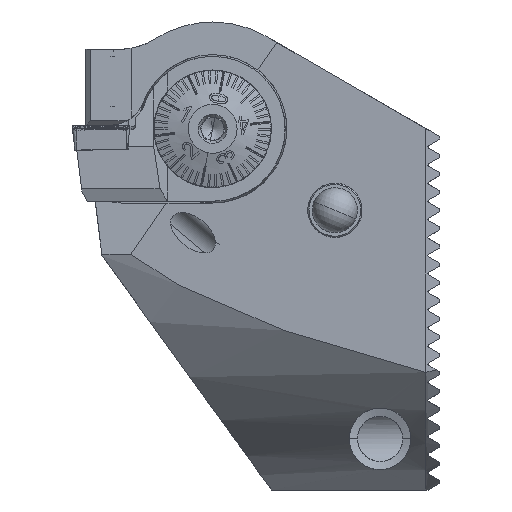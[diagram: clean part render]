
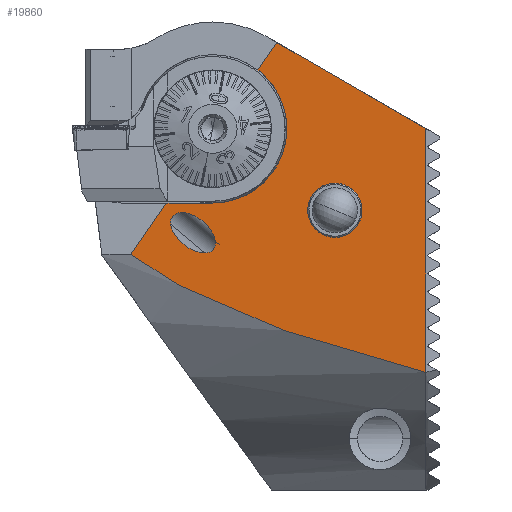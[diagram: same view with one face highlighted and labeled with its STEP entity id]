
A CAD part, left-side view. The second image highlights one B-rep face of the part: STEP entity #19860.
In plain terms, the highlighted planar face has unit normal (-0.978, -0.174, -0.12).
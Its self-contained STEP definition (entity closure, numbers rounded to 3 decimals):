
#687 = CARTESIAN_POINT ( 'NONE',  ( 3.1, -10.343, -8.2 ) ) ;
#917 = VERTEX_POINT ( 'NONE', #5794 ) ;
#938 = VERTEX_POINT ( 'NONE', #32038 ) ;
#996 = VERTEX_POINT ( 'NONE', #14141 ) ;
#1227 = VERTEX_POINT ( 'NONE', #21747 ) ;
#2043 = EDGE_CURVE ( 'NONE', #22718, #33212, #9892, .T. ) ;
#2489 = ORIENTED_EDGE ( 'NONE', *, *, #2043, .F. ) ;
#3464 = CARTESIAN_POINT ( 'NONE',  ( 3.1, -20.501, 6.498 ) ) ;
#3952 = VECTOR ( 'NONE', #16702, 1000. ) ;
#4381 = CARTESIAN_POINT ( 'NONE',  ( 6.881, -29., -12. ) ) ;
#5519 = CARTESIAN_POINT ( 'NONE',  ( 3.1, -15.845, -0.239 ) ) ;
#5708 = EDGE_CURVE ( 'NONE', #33212, #27394, #25952, .T. ) ;
#5794 = CARTESIAN_POINT ( 'NONE',  ( 3.479, -10.867, -10.525 ) ) ;
#6195 = CARTESIAN_POINT ( 'NONE',  ( 4.588, -15.792, -12.432 ) ) ;
#6427 = CARTESIAN_POINT ( 'NONE',  ( 7.947, -35., -12. ) ) ;
#6873 = CARTESIAN_POINT ( 'NONE',  ( 4.767, -12.521, -18.623 ) ) ;
#7260 = CARTESIAN_POINT ( 'NONE',  ( 4.588, -15.792, -12.432 ) ) ;
#7328 = CARTESIAN_POINT ( 'NONE',  ( 4.016, -15.37, -8.389 ) ) ;
#7437 = CARTESIAN_POINT ( 'NONE',  ( 3.479, -10.867, -10.525 ) ) ;
#7523 = CARTESIAN_POINT ( 'NONE',  ( 4.588, -15.792, -12.432 ) ) ;
#7874 = ORIENTED_EDGE ( 'NONE', *, *, #18599, .F. ) ;
#8489 = CARTESIAN_POINT ( 'NONE',  ( 2.907, -10.444, -6.482 ) ) ;
#8675 = VERTEX_POINT ( 'NONE', #7523 ) ;
#8710 = EDGE_LOOP ( 'NONE', ( #30698, #32072 ) ) ;
#9279 = CARTESIAN_POINT ( 'NONE',  ( 6.144, -29., -6. ) ) ;
#9892 = LINE ( 'NONE', #23741, #22842 ) ;
#9947 = CARTESIAN_POINT ( 'NONE',  ( 6.144, -29., -6. ) ) ;
#10129 = CARTESIAN_POINT ( 'NONE',  ( 10.495, -39.045, -26.9 ) ) ;
#10368 = FACE_BOUND ( 'NONE', #19785, .T. ) ;
#10731 = EDGE_CURVE ( 'NONE', #1227, #30248, #28053, .T. ) ;
#11023 = VERTEX_POINT ( 'NONE', #9947 ) ;
#11254 =( BOUNDED_CURVE ( )  B_SPLINE_CURVE ( 3, ( #6195, #21715, #11458, #29520 ),
 .UNSPECIFIED., .F., .F. ) 
 B_SPLINE_CURVE_WITH_KNOTS ( ( 4, 4 ),
 ( 2.622, 5.764 ),
 .UNSPECIFIED. ) 
 CURVE ( )  GEOMETRIC_REPRESENTATION_ITEM ( )  RATIONAL_B_SPLINE_CURVE ( ( 1., 0.333, 0.333, 1. ) ) 
 REPRESENTATION_ITEM ( '' )  );
#11383 = VECTOR ( 'NONE', #26647, 1000. ) ;
#11458 = CARTESIAN_POINT ( 'NONE',  ( 4.05, -11.29, -14.568 ) ) ;
#11843 = CARTESIAN_POINT ( 'NONE',  ( 3.1, -22.596, 9.529 ) ) ;
#13996 = ORIENTED_EDGE ( 'NONE', *, *, #32402, .F. ) ;
#14096 = CARTESIAN_POINT ( 'NONE',  ( 2.539, -7.187, -8.2 ) ) ;
#14141 = CARTESIAN_POINT ( 'NONE',  ( 4.016, -15.5, -8.2 ) ) ;
#15548 = EDGE_CURVE ( 'NONE', #917, #8675, #20031, .T. ) ;
#15649 = LINE ( 'NONE', #5519, #28184 ) ;
#15665 = FACE_OUTER_BOUND ( 'NONE', #26882, .T. ) ;
#15809 = ORIENTED_EDGE ( 'NONE', *, *, #28243, .F. ) ;
#15817 = DIRECTION ( 'NONE',  ( 0., -0.569, 0.823 ) ) ;
#15923 = CARTESIAN_POINT ( 'NONE',  ( 3.1, -15.845, -0.239 ) ) ;
#16702 = DIRECTION ( 'NONE',  ( -0.175, 0.985, 0. ) ) ;
#17059 = ORIENTED_EDGE ( 'NONE', *, *, #26666, .T. ) ;
#17362 = CARTESIAN_POINT ( 'NONE',  ( 10.495, -39.045, -26.9 ) ) ;
#18599 = EDGE_CURVE ( 'NONE', #11023, #23270, #28941, .T. ) ;
#19611 = EDGE_CURVE ( 'NONE', #938, #996, #24246, .T. ) ;
#19785 = EDGE_LOOP ( 'NONE', ( #7874, #15809 ) ) ;
#19860 = ADVANCED_FACE ( 'NONE', ( #22533, #10368, #15665 ), #22937, .F. ) ;
#20031 =( BOUNDED_CURVE ( )  B_SPLINE_CURVE ( 3, ( #7437, #8489, #7328, #7260 ),
 .UNSPECIFIED., .F., .T. ) 
 B_SPLINE_CURVE_WITH_KNOTS ( ( 4, 4 ),
 ( 5.764, 8.905 ),
 .UNSPECIFIED. ) 
 CURVE ( )  GEOMETRIC_REPRESENTATION_ITEM ( )  RATIONAL_B_SPLINE_CURVE ( ( 1., 0.333, 0.333, 1. ) ) 
 REPRESENTATION_ITEM ( '' )  );
#21163 = VECTOR ( 'NONE', #15817, 1000. ) ;
#21424 = ORIENTED_EDGE ( 'NONE', *, *, #19611, .T. ) ;
#21433 = DIRECTION ( 'NONE',  ( 0.21, -0.847, -0.489 ) ) ;
#21715 = CARTESIAN_POINT ( 'NONE',  ( 5.159, -16.215, -16.474 ) ) ;
#21747 = CARTESIAN_POINT ( 'NONE',  ( 3.1, -6.436, -13.852 ) ) ;
#22533 = FACE_BOUND ( 'NONE', #8710, .T. ) ;
#22568 = DIRECTION ( 'NONE',  ( -0.175, 0.985, 0. ) ) ;
#22600 = DIRECTION ( 'NONE',  ( 0.977, 0.174, 0.12 ) ) ;
#22641 = CARTESIAN_POINT ( 'NONE',  ( 5.704, -39.045, 12.12 ) ) ;
#22718 = VERTEX_POINT ( 'NONE', #11843 ) ;
#22842 = VECTOR ( 'NONE', #21433, 1000. ) ;
#22937 = PLANE ( 'NONE',  #28493 ) ;
#23270 = VERTEX_POINT ( 'NONE', #4381 ) ;
#23660 = DIRECTION ( 'NONE',  ( 0., -0.569, 0.823 ) ) ;
#23741 = CARTESIAN_POINT ( 'NONE',  ( 8.528, -44.435, -3.08 ) ) ;
#24246 =( BOUNDED_CURVE ( )  B_SPLINE_CURVE ( 3, ( #3464, #33462, #32699, #32658 ),
 .UNSPECIFIED., .F., .T. ) 
 B_SPLINE_CURVE_WITH_KNOTS ( ( 4, 4 ),
 ( 1.622, 4.108 ),
 .UNSPECIFIED. ) 
 CURVE ( )  GEOMETRIC_REPRESENTATION_ITEM ( )  RATIONAL_B_SPLINE_CURVE ( ( 1., 0.548, 0.548, 1. ) ) 
 REPRESENTATION_ITEM ( '' )  );
#24701 = LINE ( 'NONE', #14096, #3952 ) ;
#24779 = CARTESIAN_POINT ( 'NONE',  ( 7.21, -35., -6. ) ) ;
#24990 = CARTESIAN_POINT ( 'NONE',  ( 3.1, -6.436, -13.852 ) ) ;
#25952 = LINE ( 'NONE', #27582, #11383 ) ;
#26100 = EDGE_CURVE ( 'NONE', #996, #30248, #24701, .T. ) ;
#26647 = DIRECTION ( 'NONE',  ( 0.122, 0., -0.993 ) ) ;
#26666 = EDGE_CURVE ( 'NONE', #1227, #27394, #29700, .T. ) ;
#26772 =( BOUNDED_CURVE ( )  B_SPLINE_CURVE ( 3, ( #32238, #6427, #24779, #9279 ),
 .UNSPECIFIED., .F., .T. ) 
 B_SPLINE_CURVE_WITH_KNOTS ( ( 4, 4 ),
 ( 2.176, 5.317 ),
 .UNSPECIFIED. ) 
 CURVE ( )  GEOMETRIC_REPRESENTATION_ITEM ( )  RATIONAL_B_SPLINE_CURVE ( ( 1., 0.333, 0.333, 1. ) ) 
 REPRESENTATION_ITEM ( '' )  );
#26882 = EDGE_LOOP ( 'NONE', ( #13996, #21424, #27402, #32656, #17059, #31541, #2489 ) ) ;
#27394 = VERTEX_POINT ( 'NONE', #10129 ) ;
#27402 = ORIENTED_EDGE ( 'NONE', *, *, #26100, .T. ) ;
#27582 = CARTESIAN_POINT ( 'NONE',  ( 5.704, -39.045, 12.12 ) ) ;
#27703 = CARTESIAN_POINT ( 'NONE',  ( 6.881, -29., -12. ) ) ;
#27811 = CARTESIAN_POINT ( 'NONE',  ( 5.815, -23., -12. ) ) ;
#28053 = LINE ( 'NONE', #15923, #21163 ) ;
#28170 = EDGE_CURVE ( 'NONE', #8675, #917, #11254, .T. ) ;
#28184 = VECTOR ( 'NONE', #23660, 1000. ) ;
#28200 = CARTESIAN_POINT ( 'NONE',  ( 6.144, -29., -6. ) ) ;
#28233 = CARTESIAN_POINT ( 'NONE',  ( 5.078, -23., -6. ) ) ;
#28243 = EDGE_CURVE ( 'NONE', #23270, #11023, #26772, .T. ) ;
#28493 = AXIS2_PLACEMENT_3D ( 'NONE', #22641, #22600, #22568 ) ;
#28941 =( BOUNDED_CURVE ( )  B_SPLINE_CURVE ( 3, ( #28200, #28233, #27811, #27703 ),
 .UNSPECIFIED., .F., .T. ) 
 B_SPLINE_CURVE_WITH_KNOTS ( ( 4, 4 ),
 ( 5.317, 8.459 ),
 .UNSPECIFIED. ) 
 CURVE ( )  GEOMETRIC_REPRESENTATION_ITEM ( )  RATIONAL_B_SPLINE_CURVE ( ( 1., 0.333, 0.333, 1. ) ) 
 REPRESENTATION_ITEM ( '' )  );
#29520 = CARTESIAN_POINT ( 'NONE',  ( 3.479, -10.867, -10.525 ) ) ;
#29700 =( BOUNDED_CURVE ( )  B_SPLINE_CURVE ( 3, ( #24990, #6873, #32796, #17362 ),
 .UNSPECIFIED., .F., .T. ) 
 B_SPLINE_CURVE_WITH_KNOTS ( ( 4, 4 ),
 ( 0.214, 0.573 ),
 .UNSPECIFIED. ) 
 CURVE ( )  GEOMETRIC_REPRESENTATION_ITEM ( )  RATIONAL_B_SPLINE_CURVE ( ( 1., 0.989, 0.989, 1. ) ) 
 REPRESENTATION_ITEM ( '' )  );
#30248 = VERTEX_POINT ( 'NONE', #687 ) ;
#30698 = ORIENTED_EDGE ( 'NONE', *, *, #28170, .T. ) ;
#31541 = ORIENTED_EDGE ( 'NONE', *, *, #5708, .F. ) ;
#31810 = CARTESIAN_POINT ( 'NONE',  ( 7.188, -39.045, 0.032 ) ) ;
#32038 = CARTESIAN_POINT ( 'NONE',  ( 3.1, -20.501, 6.498 ) ) ;
#32072 = ORIENTED_EDGE ( 'NONE', *, *, #15548, .T. ) ;
#32238 = CARTESIAN_POINT ( 'NONE',  ( 6.881, -29., -12. ) ) ;
#32402 = EDGE_CURVE ( 'NONE', #938, #22718, #15649, .T. ) ;
#32656 = ORIENTED_EDGE ( 'NONE', *, *, #10731, .F. ) ;
#32658 = CARTESIAN_POINT ( 'NONE',  ( 4.016, -15.5, -8.2 ) ) ;
#32699 = CARTESIAN_POINT ( 'NONE',  ( 5.694, -24.942, -8.2 ) ) ;
#32796 = CARTESIAN_POINT ( 'NONE',  ( 7.258, -23.508, -23.019 ) ) ;
#33212 = VERTEX_POINT ( 'NONE', #31810 ) ;
#33462 = CARTESIAN_POINT ( 'NONE',  ( 5.136, -27.984, 0.739 ) ) ;
